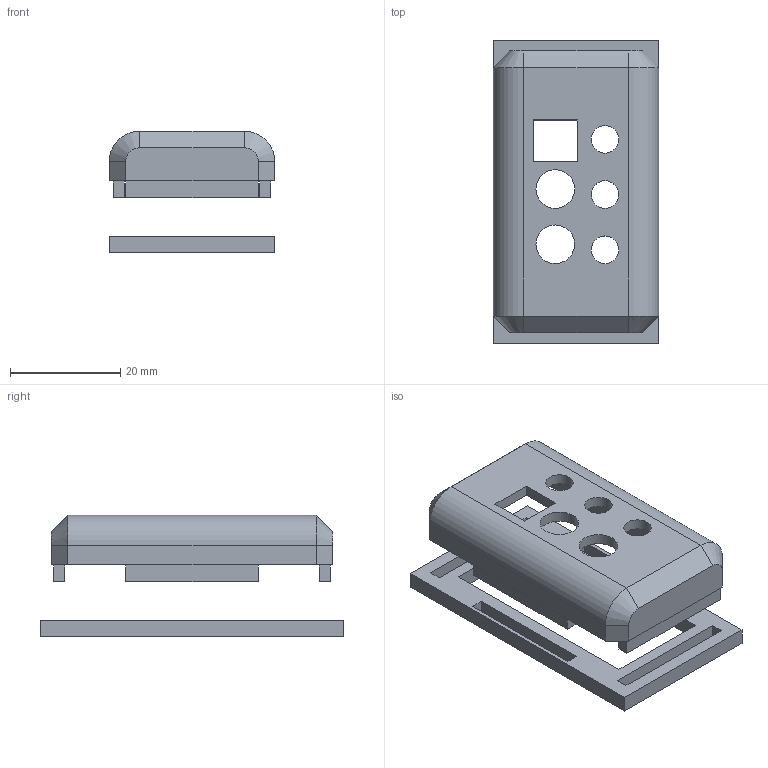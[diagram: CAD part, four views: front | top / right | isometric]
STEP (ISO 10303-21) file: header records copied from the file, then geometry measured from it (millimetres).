
FILE_DESCRIPTION(/* description */ ('STEP AP242','CAx-IF Rec.Pracs.---Representation and Presentation of Product Manufacturing Information (PMI)---4.0---2014-10-13','CAx-IF Rec.Pracs.---3D Tessellated Geometry---0.4---2014-09-14','2;1'),/* implementation_level */ '2;1');
FILE_NAME(/* name */ '631ac52452be4e5d401ca2bf',/* time_stamp */ '2022-09-09T04:46:29+00:00',/* author */ (''),/* organization */ (''),/* preprocessor_version */ 'ST-DEVELOPER v18.102',/* originating_system */ ' ',/* authorisation */ ' ');
FILE_SCHEMA (('AP242_MANAGED_MODEL_BASED_3D_ENGINEERING_MIM_LF { 1 0 10303 442 1 1 4 }'));
Length unit declared in the file: metre
Products named in the file (2): Part 1; Part 2
Bounding box: 30 x 55 x 22 mm (x, y, z)
Volume: 7902 mm3; surface area: 7976.8 mm2
Topology: 2 solids, 2 shells, 78 faces, 216 edges, 143 vertices
Faces by surface type: plane 67, cylinder 7, cone 4
Full cylindrical faces by diameter (mm): 5 x3, 7 x2
Entity records: 2476 total; most frequent: CARTESIAN_POINT 424, ORIENTED_EDGE 412, DIRECTION 384, EDGE_CURVE 206, LINE 188, VECTOR 188, VERTEX_POINT 138, EDGE_LOOP 106
